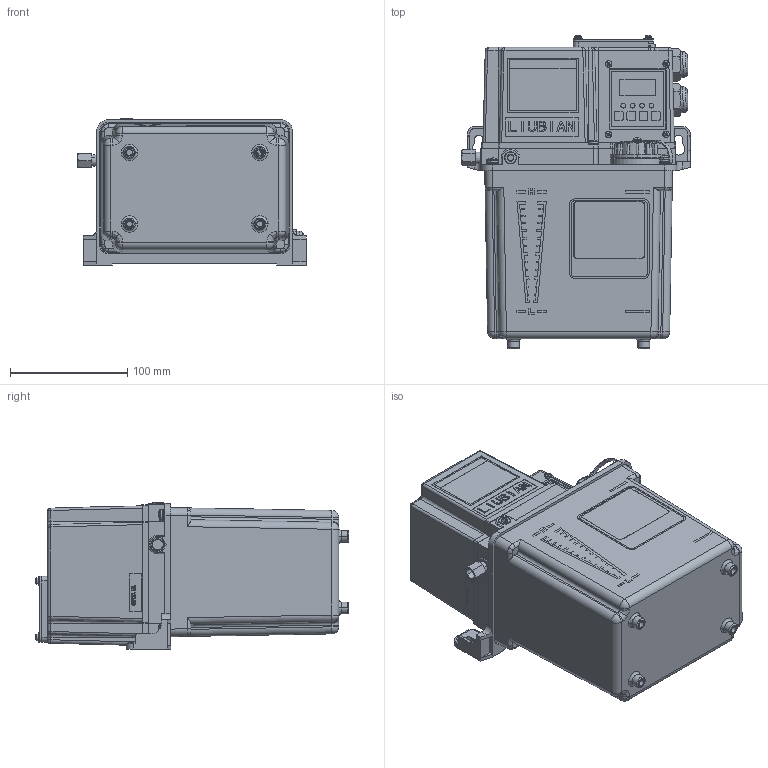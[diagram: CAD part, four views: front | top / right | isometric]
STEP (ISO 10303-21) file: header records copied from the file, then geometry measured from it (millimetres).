
FILE_DESCRIPTION (( 'STEP AP214' ), '1' );
FILE_NAME ('AMO-IV-150S.02IIP（三维）.STEP', '2025-07-12T00:38:22', ( 'User' ), ( 'Microsoft' ), 'SwSTEP 2.0', 'SolidWorks 2018', '' );
FILE_SCHEMA (( 'AUTOMOTIVE_DESIGN' ));
Length unit declared in the file: millimetre
Products named in the file (1): AMO-IV-150S.02IIP（三维）
Bounding box: 194.5 x 266.99 x 124.5 mm (x, y, z)
Surface area: 226759 mm2 (no closed solid volume)
Topology: 0 solids, 95 shells, 1208 faces, 5116 edges, 3897 vertices
Faces by surface type: plane 656, cylinder 257, cone 121, bspline 69, torus 64, sphere 41
Entity records: 71488 total; most frequent: CARTESIAN_POINT 17982, DIRECTION 7987, ORIENTED_EDGE 7491, EDGE_CURVE 5110, VERTEX_POINT 3897, VECTOR 2939, LINE 2939, AXIS2_PLACEMENT_3D 2524
